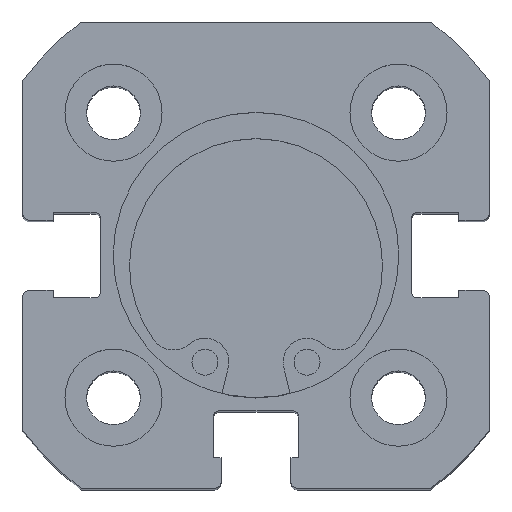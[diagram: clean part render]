
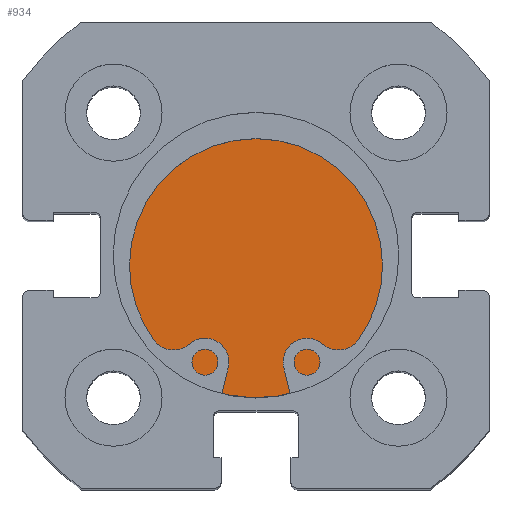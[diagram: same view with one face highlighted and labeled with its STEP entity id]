
A CAD part, top view. The second image highlights one B-rep face of the part: STEP entity #934.
In plain terms, the highlighted face is planar.
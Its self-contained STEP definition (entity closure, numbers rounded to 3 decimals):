
#238 = EDGE_CURVE ( 'NONE', #5149, #5148, #3514, .T. ) ;
#245 = EDGE_CURVE ( 'NONE', #5148, #5149, #3523, .T. ) ;
#562 = AXIS2_PLACEMENT_3D ( 'NONE', #4419, #4420, #4421 ) ;
#568 = AXIS2_PLACEMENT_3D ( 'NONE', #4432, #4440, #4441 ) ;
#686 = AXIS2_PLACEMENT_3D ( 'NONE', #5080, #5083, #5084 ) ;
#934 = ADVANCED_FACE ( 'NONE', ( #3861 ), #5081, .F. ) ;
#1740 = CARTESIAN_POINT ( 'NONE',  ( 6., 0., -11. ) ) ;
#1746 = CARTESIAN_POINT ( 'NONE',  ( 6., 0., 11. ) ) ;
#2737 = ORIENTED_EDGE ( 'NONE', *, *, #238, .F. ) ;
#2759 = ORIENTED_EDGE ( 'NONE', *, *, #245, .F. ) ;
#2900 = EDGE_LOOP ( 'NONE', ( #2737, #2759 ) ) ;
#3514 = CIRCLE ( 'NONE', #562, 11. ) ;
#3523 = CIRCLE ( 'NONE', #568, 11. ) ;
#3861 = FACE_OUTER_BOUND ( 'NONE', #2900, .T. ) ;
#4419 = CARTESIAN_POINT ( 'NONE',  ( 6., 0., 0. ) ) ;
#4420 = DIRECTION ( 'NONE',  ( -1., 0., 0. ) ) ;
#4421 = DIRECTION ( 'NONE',  ( 0., 0., 1. ) ) ;
#4432 = CARTESIAN_POINT ( 'NONE',  ( 6., 0., 0. ) ) ;
#4440 = DIRECTION ( 'NONE',  ( -1., 0., 0. ) ) ;
#4441 = DIRECTION ( 'NONE',  ( 0., 0., 1. ) ) ;
#5080 = CARTESIAN_POINT ( 'NONE',  ( 6., 11., 0. ) ) ;
#5081 = PLANE ( 'NONE',  #686 ) ;
#5083 = DIRECTION ( 'NONE',  ( -1., 0., 0. ) ) ;
#5084 = DIRECTION ( 'NONE',  ( 0., 0., 1. ) ) ;
#5148 = VERTEX_POINT ( 'NONE', #1740 ) ;
#5149 = VERTEX_POINT ( 'NONE', #1746 ) ;
